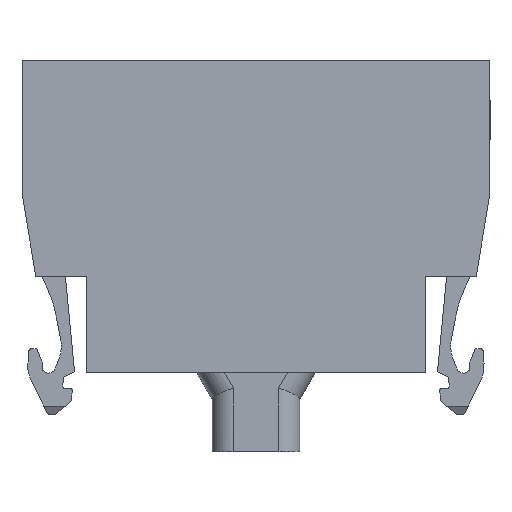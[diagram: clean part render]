
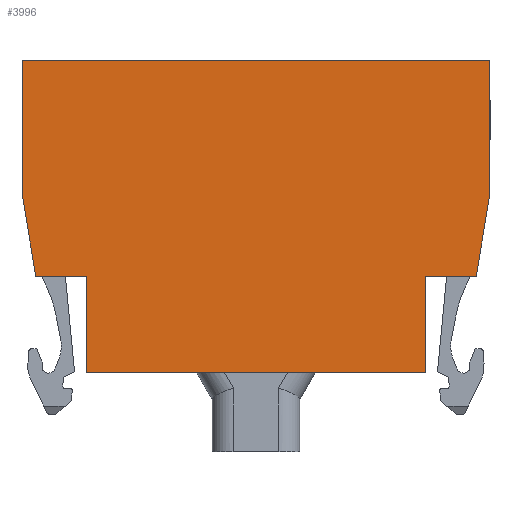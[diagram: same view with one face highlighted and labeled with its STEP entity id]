
A CAD part, left-side view. The second image highlights one B-rep face of the part: STEP entity #3996.
In plain terms, the highlighted planar face has unit normal (-1, 0, 0).
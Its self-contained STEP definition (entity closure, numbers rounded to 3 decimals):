
#252=PLANE('',#4260);
#545=VECTOR('',#4868,1.);
#556=VECTOR('',#4887,1.);
#569=VECTOR('',#4905,1.);
#576=VECTOR('',#4913,1.);
#579=VECTOR('',#4917,1.);
#585=VECTOR('',#4924,1.);
#628=VECTOR('',#4984,1.);
#629=VECTOR('',#4985,1.);
#630=VECTOR('',#4986,1.);
#631=VECTOR('',#4987,1.);
#1013=LINE('',#6025,#545);
#1024=LINE('',#6050,#556);
#1037=LINE('',#6079,#569);
#1044=LINE('',#6093,#576);
#1047=LINE('',#6099,#579);
#1053=LINE('',#6110,#585);
#1096=LINE('',#6197,#628);
#1097=LINE('',#6199,#629);
#1098=LINE('',#6201,#630);
#1099=LINE('',#6203,#631);
#1450=VERTEX_POINT('',#6024);
#1451=VERTEX_POINT('',#6026);
#1457=VERTEX_POINT('',#6051);
#1458=VERTEX_POINT('',#6052);
#1469=VERTEX_POINT('',#6080);
#1475=VERTEX_POINT('',#6094);
#1477=VERTEX_POINT('',#6100);
#1508=VERTEX_POINT('',#6198);
#1509=VERTEX_POINT('',#6200);
#1510=VERTEX_POINT('',#6202);
#1952=EDGE_CURVE('',#1450,#1451,#1013,.T.);
#1963=EDGE_CURVE('',#1457,#1458,#1024,.T.);
#1977=EDGE_CURVE('',#1469,#1457,#1037,.T.);
#1984=EDGE_CURVE('',#1475,#1469,#1044,.T.);
#1987=EDGE_CURVE('',#1477,#1475,#1047,.T.);
#1993=EDGE_CURVE('',#1451,#1477,#1053,.T.);
#2040=EDGE_CURVE('',#1508,#1450,#1096,.T.);
#2041=EDGE_CURVE('',#1509,#1508,#1097,.T.);
#2042=EDGE_CURVE('',#1510,#1509,#1098,.T.);
#2043=EDGE_CURVE('',#1458,#1510,#1099,.T.);
#2954=ORIENTED_EDGE('',*,*,#1952,.F.);
#2955=ORIENTED_EDGE('',*,*,#2040,.F.);
#2956=ORIENTED_EDGE('',*,*,#2041,.F.);
#2957=ORIENTED_EDGE('',*,*,#2042,.F.);
#2958=ORIENTED_EDGE('',*,*,#2043,.F.);
#2959=ORIENTED_EDGE('',*,*,#1963,.F.);
#2960=ORIENTED_EDGE('',*,*,#1977,.F.);
#2961=ORIENTED_EDGE('',*,*,#1984,.F.);
#2962=ORIENTED_EDGE('',*,*,#1987,.F.);
#2963=ORIENTED_EDGE('',*,*,#1993,.F.);
#3561=EDGE_LOOP('',(#2954,#2955,#2956,#2957,#2958,#2959,#2960,#2961,#2962,
#2963));
#3783=FACE_BOUND('',#3561,.T.);
#3996=ADVANCED_FACE('',(#3783),#252,.F.);
#4260=AXIS2_PLACEMENT_3D('',#6196,#4983,$);
#4868=DIRECTION('',(0.,-1.,0.));
#4887=DIRECTION('',(0.,1.,0.));
#4905=DIRECTION('',(0.,0.,-1.));
#4913=DIRECTION('',(0.,1.,0.));
#4917=DIRECTION('',(0.,0.162,-0.987));
#4924=DIRECTION('',(0.,0.,-1.));
#4983=DIRECTION('',(1.,0.,0.));
#4984=DIRECTION('',(0.,0.,1.));
#4985=DIRECTION('',(0.,0.162,0.987));
#4986=DIRECTION('',(0.,1.,0.));
#4987=DIRECTION('',(0.,0.,1.));
#6024=CARTESIAN_POINT('',(0.,39.,26.));
#6025=CARTESIAN_POINT('',(0.,39.,26.));
#6026=CARTESIAN_POINT('',(0.,0.,26.));
#6050=CARTESIAN_POINT('',(0.,5.4,0.));
#6051=CARTESIAN_POINT('',(0.,5.4,0.));
#6052=CARTESIAN_POINT('',(0.,33.6,0.));
#6079=CARTESIAN_POINT('',(0.,5.4,8.));
#6080=CARTESIAN_POINT('',(0.,5.4,8.));
#6093=CARTESIAN_POINT('',(0.,1.152,8.));
#6094=CARTESIAN_POINT('',(0.,1.152,8.));
#6099=CARTESIAN_POINT('',(0.,0.,15.));
#6100=CARTESIAN_POINT('',(0.,0.,15.));
#6110=CARTESIAN_POINT('',(0.,0.,26.));
#6196=CARTESIAN_POINT('',(0.,0.,0.));
#6197=CARTESIAN_POINT('',(0.,39.,15.));
#6198=CARTESIAN_POINT('',(0.,39.,15.));
#6199=CARTESIAN_POINT('',(0.,37.848,8.));
#6200=CARTESIAN_POINT('',(0.,37.848,8.));
#6201=CARTESIAN_POINT('',(0.,33.6,8.));
#6202=CARTESIAN_POINT('',(0.,33.6,8.));
#6203=CARTESIAN_POINT('',(0.,33.6,0.));
